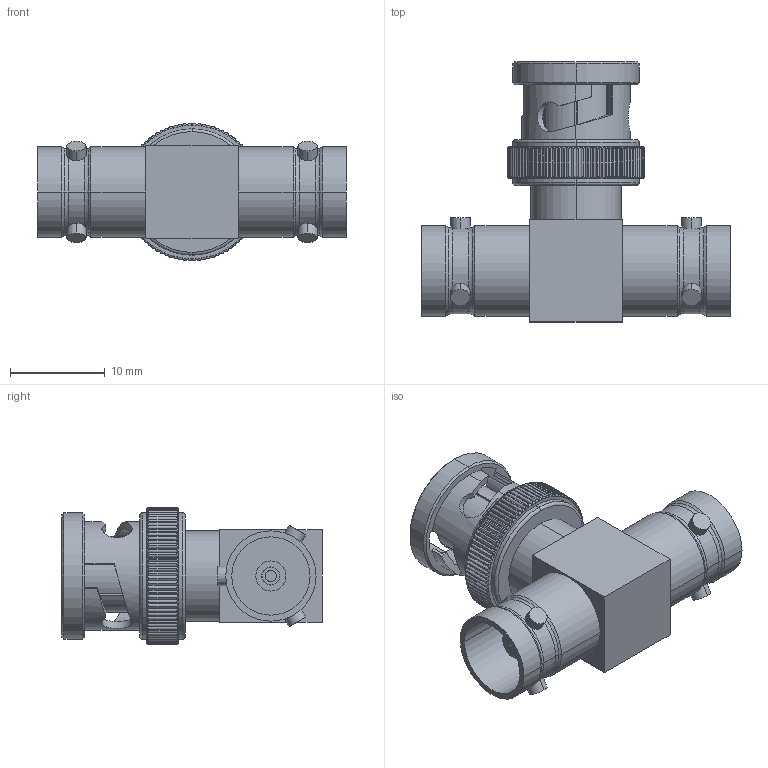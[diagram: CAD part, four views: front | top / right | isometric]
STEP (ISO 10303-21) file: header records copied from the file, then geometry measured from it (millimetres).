
FILE_DESCRIPTION (( 'STEP AP214' ), '1' );
FILE_NAME ('PE91106.STEP', '2020-02-17T21:06:45', ( '' ), ( '' ), 'SwSTEP 2.0', 'SolidWorks 2018', '' );
FILE_SCHEMA (( 'AUTOMOTIVE_DESIGN' ));
Length unit declared in the file: inch
Products named in the file (4): PE91106-MA2; PE91106; PE91106-MA1; PE91106-MA3
Assembly tree (3 placements, depth 2):
  PE91106
    PE91106-MA1
    PE91106-MA2
    PE91106-MA3
Bounding box: 32.51 x 27.43 x 14.49 mm (x, y, z)
Volume: 2993 mm3; surface area: 4086.7 mm2
Topology: 3 solids, 3 shells, 707 faces, 2007 edges, 1320 vertices
Faces by surface type: cylinder 405, torus 196, plane 67, cone 24, bspline 15
Entity records: 27012 total; most frequent: CARTESIAN_POINT 8215, ORIENTED_EDGE 4010, DIRECTION 3792, EDGE_CURVE 2005, AXIS2_PLACEMENT_3D 1638, VERTEX_POINT 1320, CIRCLE 940, EDGE_LOOP 733
